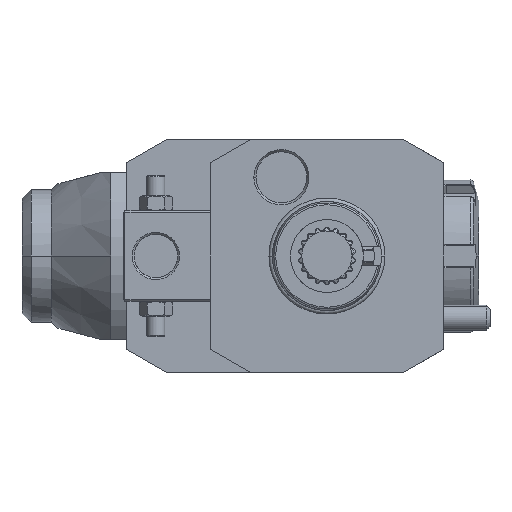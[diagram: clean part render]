
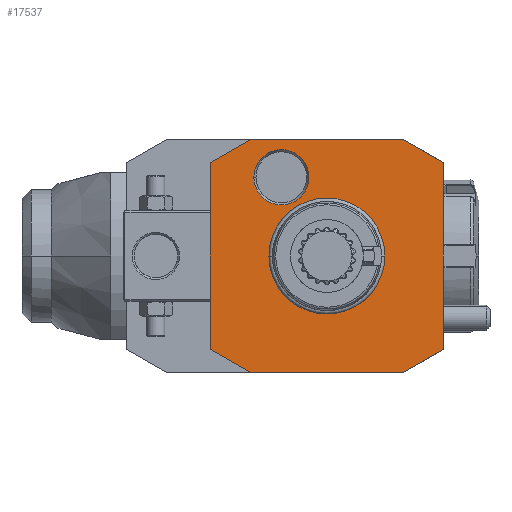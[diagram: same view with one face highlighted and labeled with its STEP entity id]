
A CAD part, front view. The second image highlights one B-rep face of the part: STEP entity #17537.
In plain terms, the highlighted planar face has unit normal (0, -1, 0).
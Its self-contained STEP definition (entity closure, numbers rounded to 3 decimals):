
#4797=DIRECTION('',(0.866,0.,0.5));
#4798=VECTOR('',#4797,12.702);
#4799=CARTESIAN_POINT('',(44.,-41.,-32.));
#4800=LINE('',#4799,#4798);
#4801=DIRECTION('',(1.,0.,0.));
#4802=VECTOR('',#4801,42.);
#4803=CARTESIAN_POINT('',(2.,-41.,-32.));
#4804=LINE('',#4803,#4802);
#4805=DIRECTION('',(0.866,0.,-0.5));
#4806=VECTOR('',#4805,12.702);
#4807=CARTESIAN_POINT('',(-9.,-41.,-25.649));
#4808=LINE('',#4807,#4806);
#4809=DIRECTION('',(0.,0.,-1.));
#4810=VECTOR('',#4809,51.298);
#4811=CARTESIAN_POINT('',(-9.,-41.,25.649));
#4812=LINE('',#4811,#4810);
#4813=DIRECTION('',(-0.866,0.,-0.5));
#4814=VECTOR('',#4813,12.702);
#4815=CARTESIAN_POINT('',(2.,-41.,32.));
#4816=LINE('',#4815,#4814);
#4817=DIRECTION('',(-1.,0.,0.));
#4818=VECTOR('',#4817,42.);
#4819=CARTESIAN_POINT('',(44.,-41.,32.));
#4820=LINE('',#4819,#4818);
#4821=DIRECTION('',(-0.866,0.,0.5));
#4822=VECTOR('',#4821,12.702);
#4823=CARTESIAN_POINT('',(55.,-41.,25.649));
#4824=LINE('',#4823,#4822);
#4825=DIRECTION('',(0.,0.,1.));
#4826=VECTOR('',#4825,51.298);
#4827=CARTESIAN_POINT('',(55.,-41.,-25.649));
#4828=LINE('',#4827,#4826);
#4829=CARTESIAN_POINT('',(10.5,-41.,21.651));
#4830=DIRECTION('',(0.,1.,0.));
#4831=DIRECTION('',(1.,0.,0.));
#4832=AXIS2_PLACEMENT_3D('',#4829,#4830,#4831);
#4834=CARTESIAN_POINT('',(10.5,-41.,21.651));
#4835=DIRECTION('',(0.,1.,0.));
#4836=DIRECTION('',(-1.,0.,0.));
#4837=AXIS2_PLACEMENT_3D('',#4834,#4835,#4836);
#7083=CARTESIAN_POINT('',(23.,-41.,0.));
#7084=DIRECTION('',(0.,-1.,0.));
#7085=DIRECTION('',(1.,0.,0.));
#7086=AXIS2_PLACEMENT_3D('',#7083,#7084,#7085);
#7088=CARTESIAN_POINT('',(23.,-41.,0.));
#7089=DIRECTION('',(0.,-1.,0.));
#7090=DIRECTION('',(-1.,0.,0.));
#7091=AXIS2_PLACEMENT_3D('',#7088,#7089,#7090);
#11349=CARTESIAN_POINT('',(18.077,-41.,21.651));
#11350=CARTESIAN_POINT('',(2.923,-41.,21.651));
#11351=VERTEX_POINT('',#11349);
#11352=VERTEX_POINT('',#11350);
#11771=CARTESIAN_POINT('',(44.,-41.,-32.));
#11772=CARTESIAN_POINT('',(55.,-41.,-25.649));
#11773=VERTEX_POINT('',#11771);
#11774=VERTEX_POINT('',#11772);
#11775=CARTESIAN_POINT('',(55.,-41.,25.649));
#11776=VERTEX_POINT('',#11775);
#11777=CARTESIAN_POINT('',(44.,-41.,32.));
#11778=VERTEX_POINT('',#11777);
#11779=CARTESIAN_POINT('',(2.,-41.,32.));
#11780=VERTEX_POINT('',#11779);
#11781=CARTESIAN_POINT('',(-9.,-41.,25.649));
#11782=VERTEX_POINT('',#11781);
#11783=CARTESIAN_POINT('',(-9.,-41.,-25.649));
#11784=VERTEX_POINT('',#11783);
#11785=CARTESIAN_POINT('',(2.,-41.,-32.));
#11786=VERTEX_POINT('',#11785);
#12118=CARTESIAN_POINT('',(38.783,-41.,0.));
#12119=CARTESIAN_POINT('',(7.217,-41.,0.));
#12120=VERTEX_POINT('',#12118);
#12121=VERTEX_POINT('',#12119);
#17508=CARTESIAN_POINT('',(23.,-41.,0.));
#17509=DIRECTION('',(0.,-1.,0.));
#17510=DIRECTION('',(-1.,0.,0.));
#17511=AXIS2_PLACEMENT_3D('',#17508,#17509,#17510);
#17512=PLANE('',#17511);
#17513=ORIENTED_EDGE('',*,*,#12340,.F.);
#17514=ORIENTED_EDGE('',*,*,#12358,.F.);
#17515=ORIENTED_EDGE('',*,*,#12385,.F.);
#17517=ORIENTED_EDGE('',*,*,#17516,.F.);
#17518=ORIENTED_EDGE('',*,*,#17500,.F.);
#17519=ORIENTED_EDGE('',*,*,#12248,.F.);
#17520=ORIENTED_EDGE('',*,*,#12277,.F.);
#17522=ORIENTED_EDGE('',*,*,#17521,.F.);
#17523=EDGE_LOOP('',(#17513,#17514,#17515,#17517,#17518,#17519,#17520,#17522));
#17524=FACE_OUTER_BOUND('',#17523,.F.);
#17526=ORIENTED_EDGE('',*,*,#17525,.T.);
#17528=ORIENTED_EDGE('',*,*,#17527,.T.);
#17529=EDGE_LOOP('',(#17526,#17528));
#17530=FACE_BOUND('',#17529,.F.);
#17532=ORIENTED_EDGE('',*,*,#17531,.F.);
#17534=ORIENTED_EDGE('',*,*,#17533,.F.);
#17535=EDGE_LOOP('',(#17532,#17534));
#17536=FACE_BOUND('',#17535,.F.);
#4833=CIRCLE('',#4832,7.577);
#4838=CIRCLE('',#4837,7.577);
#7087=CIRCLE('',#7086,15.783);
#7092=CIRCLE('',#7091,15.783);
#12248=EDGE_CURVE('',#11778,#11780,#4820,.T.);
#12277=EDGE_CURVE('',#11776,#11778,#4824,.T.);
#12340=EDGE_CURVE('',#11773,#11774,#4800,.T.);
#12358=EDGE_CURVE('',#11786,#11773,#4804,.T.);
#12385=EDGE_CURVE('',#11784,#11786,#4808,.T.);
#17500=EDGE_CURVE('',#11780,#11782,#4816,.T.);
#17516=EDGE_CURVE('',#11782,#11784,#4812,.T.);
#17521=EDGE_CURVE('',#11774,#11776,#4828,.T.);
#17525=EDGE_CURVE('',#12120,#12121,#7087,.T.);
#17527=EDGE_CURVE('',#12121,#12120,#7092,.T.);
#17531=EDGE_CURVE('',#11351,#11352,#4833,.T.);
#17533=EDGE_CURVE('',#11352,#11351,#4838,.T.);
#17537=ADVANCED_FACE('',(#17524,#17530,#17536),#17512,.T.);
